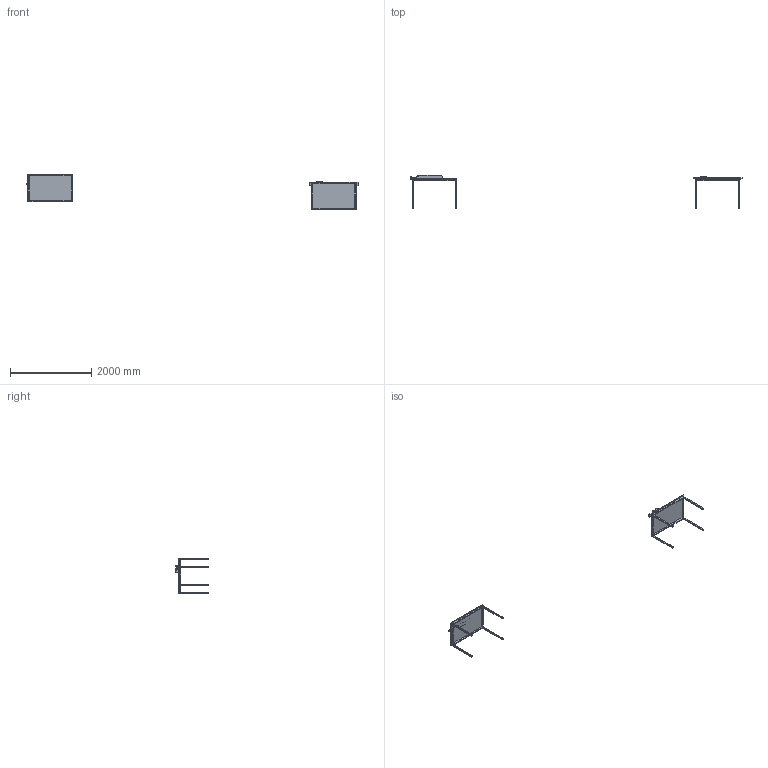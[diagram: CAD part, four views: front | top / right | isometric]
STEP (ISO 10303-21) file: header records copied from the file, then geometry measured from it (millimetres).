
FILE_DESCRIPTION (( 'STEP AP214' ), '1' );
FILE_NAME ('line rig.STEP', '2021-11-13T21:13:12', ( '' ), ( '' ), 'SwSTEP 2.0', 'SolidWorks 2018', '' );
FILE_SCHEMA (( 'AUTOMOTIVE_DESIGN' ));
Length unit declared in the file: millimetre
Products named in the file (9): risers rail; laser carriage; target; riser carriage; laser rail; line rig; laser; black table; roldana
Assembly tree (10 placements, depth 2):
  line rig
    risers rail
    roldana
    riser carriage
    target  x2
    laser carriage
    laser
    black table  x2
    laser rail
Bounding box: 8195.38 x 816 x 870 mm (x, y, z)
Volume: 38418670.5 mm3; surface area: 5132213.7 mm2
Topology: 23 solids, 23 shells, 340 faces, 784 edges, 507 vertices
Faces by surface type: plane 247, cylinder 83, torus 8, cone 2
Entity records: 9017 total; most frequent: DIRECTION 1398, CARTESIAN_POINT 1397, ORIENTED_EDGE 1300, EDGE_CURVE 650, VECTOR 486, LINE 486, AXIS2_PLACEMENT_3D 456, VERTEX_POINT 423
